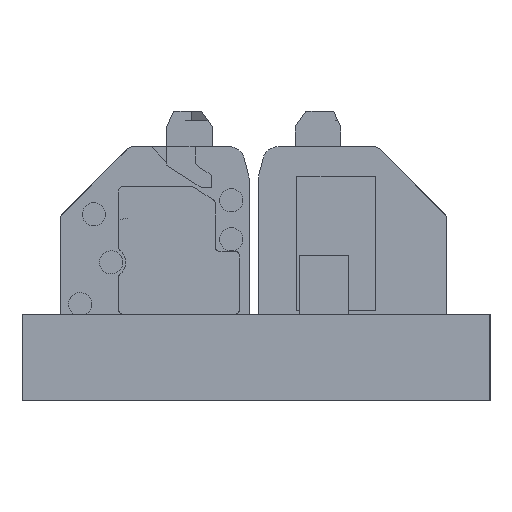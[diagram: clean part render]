
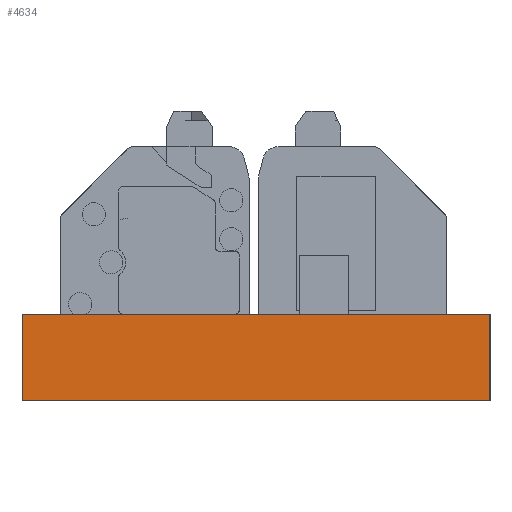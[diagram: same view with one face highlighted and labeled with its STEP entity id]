
A CAD part, left-side view. The second image highlights one B-rep face of the part: STEP entity #4634.
In plain terms, the highlighted planar face has unit normal (-1, 0, 0).
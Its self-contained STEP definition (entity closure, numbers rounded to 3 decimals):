
#4634=ADVANCED_FACE('',(#10331),#7925,.F.);
#7925=PLANE('',#66172);
#10331=FACE_OUTER_BOUND('',#13626,.T.);
#13626=EDGE_LOOP('',(#17726,#17727,#17728,#17729));
#17726=ORIENTED_EDGE('',*,*,#42185,.F.);
#17727=ORIENTED_EDGE('',*,*,#42186,.F.);
#17728=ORIENTED_EDGE('',*,*,#42187,.T.);
#17729=ORIENTED_EDGE('',*,*,#42183,.T.);
#35832=VERTEX_POINT('',#90453);
#35833=VERTEX_POINT('',#90455);
#35834=VERTEX_POINT('',#90459);
#35835=VERTEX_POINT('',#90461);
#42183=EDGE_CURVE('',#35833,#35832,#51458,.T.);
#42185=EDGE_CURVE('',#35834,#35832,#51460,.T.);
#42186=EDGE_CURVE('',#35835,#35834,#51461,.T.);
#42187=EDGE_CURVE('',#35835,#35833,#51462,.T.);
#51458=LINE('',#90454,#58914);
#51460=LINE('',#90458,#58916);
#51461=LINE('',#90460,#58917);
#51462=LINE('',#90462,#58918);
#58914=VECTOR('',#71911,1.);
#58916=VECTOR('',#71915,1.);
#58917=VECTOR('',#71916,1.);
#58918=VECTOR('',#71917,1.);
#66172=AXIS2_PLACEMENT_3D('',#90463,#71918,#71919);
#71911=DIRECTION('',(0.,-1.,0.));
#71915=DIRECTION('',(0.,0.,-1.));
#71916=DIRECTION('',(0.,-1.,0.));
#71917=DIRECTION('',(0.,0.,-1.));
#71918=DIRECTION('',(1.,0.,0.));
#71919=DIRECTION('',(0.,0.,-1.));
#90453=CARTESIAN_POINT('',(299.9,-167.416,-1.1));
#90454=CARTESIAN_POINT('',(299.9,-137.316,-1.1));
#90455=CARTESIAN_POINT('',(299.9,-137.216,-1.1));
#90458=CARTESIAN_POINT('',(299.9,-167.416,4.));
#90459=CARTESIAN_POINT('',(299.9,-167.416,4.5));
#90460=CARTESIAN_POINT('',(299.9,-137.316,4.5));
#90461=CARTESIAN_POINT('',(299.9,-137.216,4.5));
#90462=CARTESIAN_POINT('',(299.9,-137.216,4.));
#90463=CARTESIAN_POINT('',(299.9,-137.316,4.));
